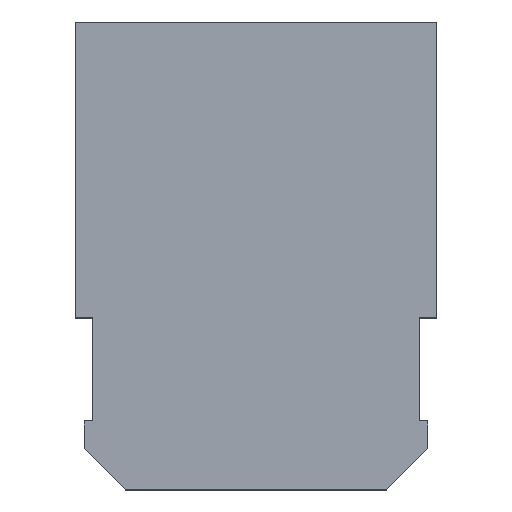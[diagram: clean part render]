
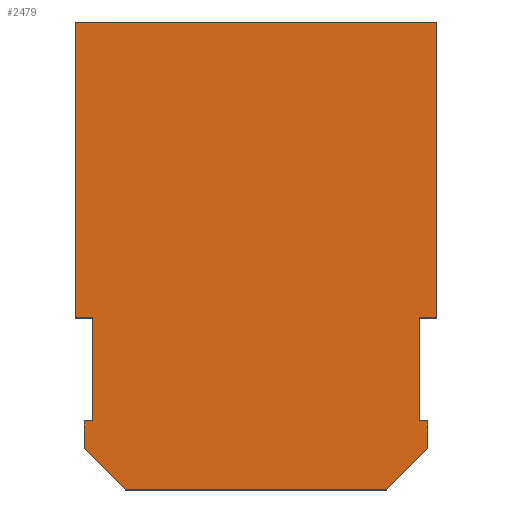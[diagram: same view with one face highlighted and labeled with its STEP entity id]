
A CAD part, top view. The second image highlights one B-rep face of the part: STEP entity #2479.
In plain terms, the highlighted planar face has unit normal (0, 0, 1).
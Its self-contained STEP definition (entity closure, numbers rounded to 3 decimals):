
#111=FACE_OUTER_BOUND('',#226,.T.);
#226=EDGE_LOOP('',(#2030,#2031,#2032,#2033,#2034,#2035,#2036,#2037,#2038,
#2039,#2040,#2041,#2042,#2043));
#370=LINE('',#3485,#716);
#533=LINE('',#3833,#879);
#537=LINE('',#3841,#883);
#540=LINE('',#3847,#886);
#541=LINE('',#3849,#887);
#542=LINE('',#3851,#888);
#543=LINE('',#3853,#889);
#544=LINE('',#3854,#890);
#545=LINE('',#3856,#891);
#546=LINE('',#3858,#892);
#547=LINE('',#3860,#893);
#548=LINE('',#3862,#894);
#549=LINE('',#3864,#895);
#550=LINE('',#3865,#896);
#716=VECTOR('',#2814,10.);
#879=VECTOR('',#3093,10.);
#883=VECTOR('',#3099,10.);
#886=VECTOR('',#3104,10.);
#887=VECTOR('',#3105,10.);
#888=VECTOR('',#3106,10.);
#889=VECTOR('',#3107,10.);
#890=VECTOR('',#3108,10.);
#891=VECTOR('',#3109,10.);
#892=VECTOR('',#3110,10.);
#893=VECTOR('',#3111,10.);
#894=VECTOR('',#3112,10.);
#895=VECTOR('',#3113,10.);
#896=VECTOR('',#3114,10.);
#1044=VERTEX_POINT('',#3482);
#1045=VERTEX_POINT('',#3484);
#1171=VERTEX_POINT('',#3831);
#1172=VERTEX_POINT('',#3832);
#1175=VERTEX_POINT('',#3840);
#1177=VERTEX_POINT('',#3846);
#1178=VERTEX_POINT('',#3848);
#1179=VERTEX_POINT('',#3850);
#1180=VERTEX_POINT('',#3852);
#1181=VERTEX_POINT('',#3855);
#1182=VERTEX_POINT('',#3857);
#1183=VERTEX_POINT('',#3859);
#1184=VERTEX_POINT('',#3861);
#1185=VERTEX_POINT('',#3863);
#1306=EDGE_CURVE('',#1044,#1045,#370,.T.);
#1485=EDGE_CURVE('',#1171,#1172,#533,.T.);
#1489=EDGE_CURVE('',#1175,#1172,#537,.T.);
#1492=EDGE_CURVE('',#1171,#1177,#540,.T.);
#1493=EDGE_CURVE('',#1177,#1178,#541,.T.);
#1494=EDGE_CURVE('',#1178,#1179,#542,.T.);
#1495=EDGE_CURVE('',#1179,#1180,#543,.T.);
#1496=EDGE_CURVE('',#1180,#1045,#544,.T.);
#1497=EDGE_CURVE('',#1181,#1044,#545,.T.);
#1498=EDGE_CURVE('',#1181,#1182,#546,.T.);
#1499=EDGE_CURVE('',#1182,#1183,#547,.T.);
#1500=EDGE_CURVE('',#1183,#1184,#548,.T.);
#1501=EDGE_CURVE('',#1184,#1185,#549,.T.);
#1502=EDGE_CURVE('',#1175,#1185,#550,.T.);
#2030=ORIENTED_EDGE('',*,*,#1485,.F.);
#2031=ORIENTED_EDGE('',*,*,#1492,.T.);
#2032=ORIENTED_EDGE('',*,*,#1493,.T.);
#2033=ORIENTED_EDGE('',*,*,#1494,.T.);
#2034=ORIENTED_EDGE('',*,*,#1495,.T.);
#2035=ORIENTED_EDGE('',*,*,#1496,.T.);
#2036=ORIENTED_EDGE('',*,*,#1306,.F.);
#2037=ORIENTED_EDGE('',*,*,#1497,.F.);
#2038=ORIENTED_EDGE('',*,*,#1498,.T.);
#2039=ORIENTED_EDGE('',*,*,#1499,.T.);
#2040=ORIENTED_EDGE('',*,*,#1500,.T.);
#2041=ORIENTED_EDGE('',*,*,#1501,.T.);
#2042=ORIENTED_EDGE('',*,*,#1502,.F.);
#2043=ORIENTED_EDGE('',*,*,#1489,.T.);
#2375=PLANE('',#2623);
#2479=ADVANCED_FACE('',(#111),#2375,.T.);
#2623=AXIS2_PLACEMENT_3D('',#3845,#3102,#3103);
#2814=DIRECTION('',(1.,0.,0.));
#3093=DIRECTION('',(-0.707,-0.707,0.));
#3099=DIRECTION('',(1.,0.,0.));
#3102=DIRECTION('center_axis',(0.,0.,1.));
#3103=DIRECTION('ref_axis',(1.,0.,0.));
#3104=DIRECTION('',(0.,1.,0.));
#3105=DIRECTION('',(-1.,0.,0.));
#3106=DIRECTION('',(0.,1.,0.));
#3107=DIRECTION('',(1.,0.,0.));
#3108=DIRECTION('',(0.,1.,0.));
#3109=DIRECTION('',(0.,1.,0.));
#3110=DIRECTION('',(1.,0.,0.));
#3111=DIRECTION('',(0.,-1.,0.));
#3112=DIRECTION('',(-1.,0.,0.));
#3113=DIRECTION('',(0.,-1.,0.));
#3114=DIRECTION('',(-0.707,0.707,0.));
#3482=CARTESIAN_POINT('',(0.,13.6,5.));
#3484=CARTESIAN_POINT('',(10.5,13.6,5.));
#3485=CARTESIAN_POINT('',(10.5,13.6,5.));
#3831=CARTESIAN_POINT('',(10.25,1.2,5.));
#3832=CARTESIAN_POINT('',(9.05,0.,5.));
#3833=CARTESIAN_POINT('',(9.4,0.35,5.));
#3840=CARTESIAN_POINT('',(1.45,0.,5.));
#3841=CARTESIAN_POINT('',(0.,0.,5.));
#3845=CARTESIAN_POINT('Origin',(5.25,4.,5.));
#3846=CARTESIAN_POINT('',(10.25,2.,5.));
#3847=CARTESIAN_POINT('',(10.25,2.,5.));
#3848=CARTESIAN_POINT('',(10.,2.,5.));
#3849=CARTESIAN_POINT('',(10.5,2.,5.));
#3850=CARTESIAN_POINT('',(10.,5.,5.));
#3851=CARTESIAN_POINT('',(10.,2.,5.));
#3852=CARTESIAN_POINT('',(10.5,5.,5.));
#3853=CARTESIAN_POINT('',(10.,5.,5.));
#3854=CARTESIAN_POINT('',(10.5,0.,5.));
#3855=CARTESIAN_POINT('',(0.,5.,5.));
#3856=CARTESIAN_POINT('',(0.,8.,5.));
#3857=CARTESIAN_POINT('',(0.5,5.,5.));
#3858=CARTESIAN_POINT('',(0.5,5.,5.));
#3859=CARTESIAN_POINT('',(0.5,2.,5.));
#3860=CARTESIAN_POINT('',(0.5,2.,5.));
#3861=CARTESIAN_POINT('',(0.25,2.,5.));
#3862=CARTESIAN_POINT('',(0.,2.,5.));
#3863=CARTESIAN_POINT('',(0.25,1.2,5.));
#3864=CARTESIAN_POINT('',(0.25,3.,5.));
#3865=CARTESIAN_POINT('',(1.1,0.35,5.));
